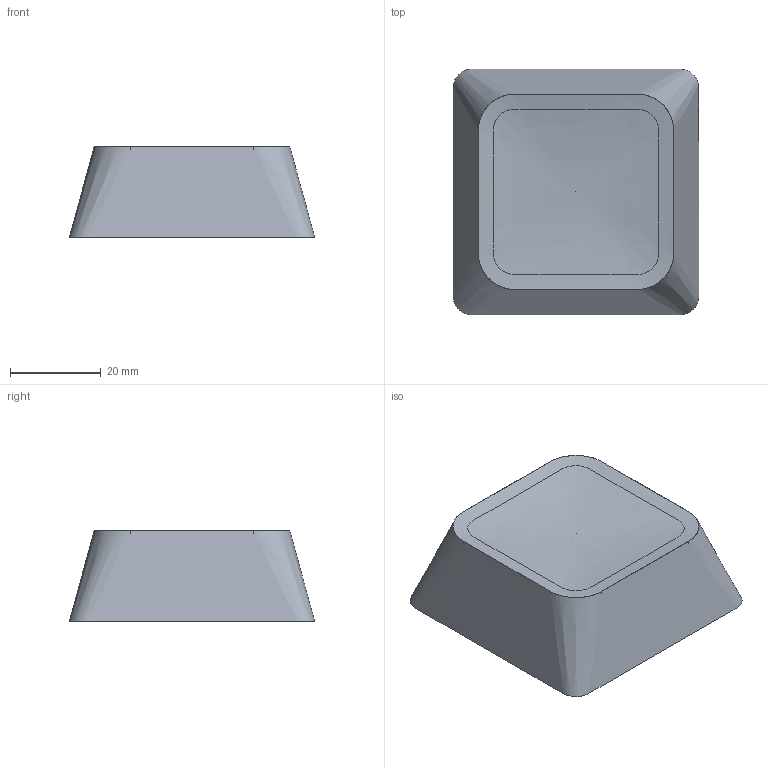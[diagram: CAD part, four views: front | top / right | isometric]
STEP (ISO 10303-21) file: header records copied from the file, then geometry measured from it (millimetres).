
FILE_DESCRIPTION(/* description */ (''),/* implementation_level */ '2;1');
FILE_NAME(/* name */ 'macrokey_keycap.step',/* time_stamp */ '2022-11-10T21:13:07+01:00',/* author */ (''),/* organization */ (''),/* preprocessor_version */ 'ST-DEVELOPER v19.2',/* originating_system */ 'Autodesk Translation Framework v11.17.0.187',/* authorisation */ '');
FILE_SCHEMA (('AUTOMOTIVE_DESIGN { 1 0 10303 214 3 1 1 }'));
Length unit declared in the file: millimetre
Products named in the file (1): dsa big keycap
Bounding box: 54 x 54 x 20 mm (x, y, z)
Volume: 16810.2 mm3; surface area: 13098.5 mm2
Topology: 3 solids, 3 shells, 38 faces, 95 edges, 63 vertices
Faces by surface type: plane 26, bspline 7, cylinder 5
Full cylindrical faces by diameter (mm): 10.5 x1
Entity records: 2060 total; most frequent: CARTESIAN_POINT 1154, ORIENTED_EDGE 188, DIRECTION 154, EDGE_CURVE 94, LINE 70, VECTOR 70, VERTEX_POINT 63, AXIS2_PLACEMENT_3D 42
